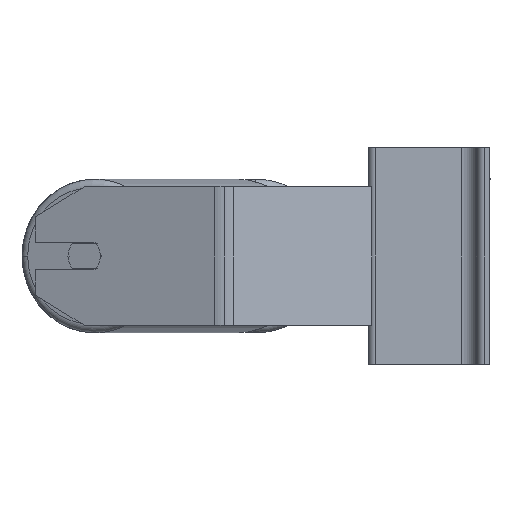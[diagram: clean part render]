
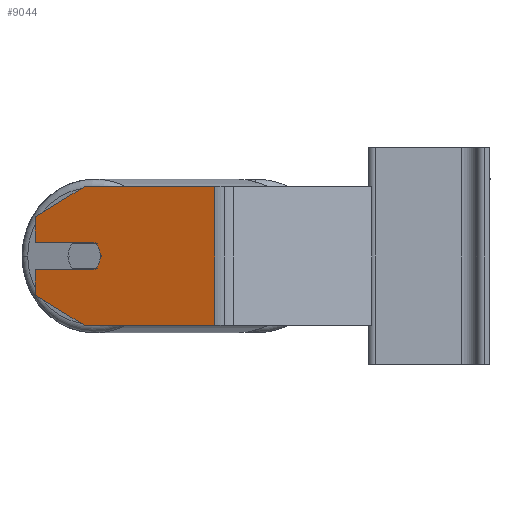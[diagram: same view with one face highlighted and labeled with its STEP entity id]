
A CAD part, left-side view. The second image highlights one B-rep face of the part: STEP entity #9044.
In plain terms, the highlighted planar face has unit normal (-0.94, 0.342, 0).
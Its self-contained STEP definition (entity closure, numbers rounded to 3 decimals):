
#37 = VERTEX_POINT ( 'NONE', #6663 ) ;
#54 = ORIENTED_EDGE ( 'NONE', *, *, #8848, .F. ) ;
#72 = ORIENTED_EDGE ( 'NONE', *, *, #8626, .F. ) ;
#102 = EDGE_CURVE ( 'NONE', #8997, #9857, #2784, .T. ) ;
#117 = CIRCLE ( 'NONE', #3385, 10. ) ;
#466 = CIRCLE ( 'NONE', #4745, 10. ) ;
#648 = DIRECTION ( 'NONE',  ( 0.94, -0.342, 0. ) ) ;
#665 = CARTESIAN_POINT ( 'NONE',  ( -414.043, 182.247, 0. ) ) ;
#1125 = DIRECTION ( 'NONE',  ( -0.342, -0.94, 0. ) ) ;
#1166 = ORIENTED_EDGE ( 'NONE', *, *, #9829, .F. ) ;
#1461 = DIRECTION ( 'NONE',  ( -0.342, -0.94, 0. ) ) ;
#1596 = DIRECTION ( 'NONE',  ( 0.342, 0.94, 0. ) ) ;
#1812 = VECTOR ( 'NONE', #4075, 1000. ) ;
#1967 = CARTESIAN_POINT ( 'NONE',  ( -416.095, 176.609, 8. ) ) ;
#2327 = DIRECTION ( 'NONE',  ( -0.94, 0.342, 0. ) ) ;
#2748 = ORIENTED_EDGE ( 'NONE', *, *, #4820, .T. ) ;
#2762 = ORIENTED_EDGE ( 'NONE', *, *, #5748, .T. ) ;
#2784 = LINE ( 'NONE', #10224, #3317 ) ;
#2791 = LINE ( 'NONE', #7748, #4589 ) ;
#2941 = DIRECTION ( 'NONE',  ( -0.342, -0.94, 0. ) ) ;
#2957 = DIRECTION ( 'NONE',  ( 0., 0., -1. ) ) ;
#3014 = VERTEX_POINT ( 'NONE', #1967 ) ;
#3073 = VECTOR ( 'NONE', #1461, 1000. ) ;
#3095 = EDGE_CURVE ( 'NONE', #3014, #6698, #4768, .T. ) ;
#3151 = CARTESIAN_POINT ( 'NONE',  ( -403.783, 210.437, 8. ) ) ;
#3154 = EDGE_CURVE ( 'NONE', #8997, #3946, #4077, .T. ) ;
#3160 = PLANE ( 'NONE',  #7358 ) ;
#3317 = VECTOR ( 'NONE', #1125, 1000. ) ;
#3348 = CARTESIAN_POINT ( 'NONE',  ( -441.552, 106.665, -40. ) ) ;
#3373 = VECTOR ( 'NONE', #9845, 1000. ) ;
#3385 = AXIS2_PLACEMENT_3D ( 'NONE', #8136, #7279, #7179 ) ;
#3443 = CARTESIAN_POINT ( 'NONE',  ( -416.095, 176.609, -8. ) ) ;
#3496 = EDGE_CURVE ( 'NONE', #37, #5771, #10163, .T. ) ;
#3570 = LINE ( 'NONE', #9115, #4257 ) ;
#3946 = VERTEX_POINT ( 'NONE', #10365 ) ;
#3948 = DIRECTION ( 'NONE',  ( -0.342, -0.94, 0. ) ) ;
#3990 = LINE ( 'NONE', #8037, #3073 ) ;
#4075 = DIRECTION ( 'NONE',  ( 0., 0., -1. ) ) ;
#4077 = LINE ( 'NONE', #6544, #3373 ) ;
#4196 = CARTESIAN_POINT ( 'NONE',  ( -414.043, 182.247, -40. ) ) ;
#4199 = VERTEX_POINT ( 'NONE', #5113 ) ;
#4257 = VECTOR ( 'NONE', #5004, 1000. ) ;
#4589 = VECTOR ( 'NONE', #2957, 1000. ) ;
#4745 = AXIS2_PLACEMENT_3D ( 'NONE', #665, #2327, #3948 ) ;
#4768 = LINE ( 'NONE', #3151, #8179 ) ;
#4780 = FACE_OUTER_BOUND ( 'NONE', #8622, .T. ) ;
#4794 = CARTESIAN_POINT ( 'NONE',  ( -441.552, 106.665, 40. ) ) ;
#4820 = EDGE_CURVE ( 'NONE', #3946, #6698, #5623, .T. ) ;
#5004 = DIRECTION ( 'NONE',  ( 0., 0., -1. ) ) ;
#5091 = VECTOR ( 'NONE', #10071, 1000. ) ;
#5113 = CARTESIAN_POINT ( 'NONE',  ( -417.463, 172.85, 0. ) ) ;
#5208 = VERTEX_POINT ( 'NONE', #3348 ) ;
#5250 = CARTESIAN_POINT ( 'NONE',  ( -403.783, 210.437, -22.679 ) ) ;
#5411 = EDGE_CURVE ( 'NONE', #37, #7604, #3570, .T. ) ;
#5623 = LINE ( 'NONE', #7300, #1812 ) ;
#5748 = EDGE_CURVE ( 'NONE', #7604, #9849, #9923, .T. ) ;
#5771 = VERTEX_POINT ( 'NONE', #3443 ) ;
#5960 = ORIENTED_EDGE ( 'NONE', *, *, #5411, .T. ) ;
#6397 = CARTESIAN_POINT ( 'NONE',  ( -403.783, 210.437, 40. ) ) ;
#6400 = ORIENTED_EDGE ( 'NONE', *, *, #102, .F. ) ;
#6544 = CARTESIAN_POINT ( 'NONE',  ( -403.783, 210.437, 22.679 ) ) ;
#6663 = CARTESIAN_POINT ( 'NONE',  ( -403.783, 210.437, -8. ) ) ;
#6698 = VERTEX_POINT ( 'NONE', #6962 ) ;
#6717 = EDGE_CURVE ( 'NONE', #9849, #5208, #3990, .T. ) ;
#6962 = CARTESIAN_POINT ( 'NONE',  ( -403.783, 210.437, 8. ) ) ;
#7179 = DIRECTION ( 'NONE',  ( -0.342, -0.94, 0. ) ) ;
#7222 = CARTESIAN_POINT ( 'NONE',  ( -414.043, 182.247, 40. ) ) ;
#7279 = DIRECTION ( 'NONE',  ( -0.94, 0.342, 0. ) ) ;
#7300 = CARTESIAN_POINT ( 'NONE',  ( -403.783, 210.437, 40. ) ) ;
#7358 = AXIS2_PLACEMENT_3D ( 'NONE', #6397, #648, #1596 ) ;
#7604 = VERTEX_POINT ( 'NONE', #5250 ) ;
#7748 = CARTESIAN_POINT ( 'NONE',  ( -441.552, 106.665, 40. ) ) ;
#8028 = ORIENTED_EDGE ( 'NONE', *, *, #3095, .F. ) ;
#8037 = CARTESIAN_POINT ( 'NONE',  ( -403.783, 210.437, -40. ) ) ;
#8063 = DIRECTION ( 'NONE',  ( 0.342, 0.94, 0. ) ) ;
#8136 = CARTESIAN_POINT ( 'NONE',  ( -414.043, 182.247, 0. ) ) ;
#8179 = VECTOR ( 'NONE', #8063, 1000. ) ;
#8622 = EDGE_LOOP ( 'NONE', ( #5960, #2762, #10504, #54, #6400, #9861, #2748, #8028, #1166, #72, #10169 ) ) ;
#8626 = EDGE_CURVE ( 'NONE', #5771, #4199, #117, .T. ) ;
#8848 = EDGE_CURVE ( 'NONE', #9857, #5208, #2791, .T. ) ;
#8997 = VERTEX_POINT ( 'NONE', #7222 ) ;
#9044 = ADVANCED_FACE ( 'NONE', ( #4780 ), #3160, .F. ) ;
#9115 = CARTESIAN_POINT ( 'NONE',  ( -403.783, 210.437, 40. ) ) ;
#9466 = CARTESIAN_POINT ( 'NONE',  ( -403.783, 210.437, -8. ) ) ;
#9829 = EDGE_CURVE ( 'NONE', #4199, #3014, #466, .T. ) ;
#9845 = DIRECTION ( 'NONE',  ( 0.296, 0.814, -0.5 ) ) ;
#9849 = VERTEX_POINT ( 'NONE', #10515 ) ;
#9857 = VERTEX_POINT ( 'NONE', #4794 ) ;
#9861 = ORIENTED_EDGE ( 'NONE', *, *, #3154, .T. ) ;
#9923 = LINE ( 'NONE', #4196, #5091 ) ;
#10071 = DIRECTION ( 'NONE',  ( -0.296, -0.814, -0.5 ) ) ;
#10163 = LINE ( 'NONE', #9466, #10579 ) ;
#10169 = ORIENTED_EDGE ( 'NONE', *, *, #3496, .F. ) ;
#10224 = CARTESIAN_POINT ( 'NONE',  ( -403.783, 210.437, 40. ) ) ;
#10365 = CARTESIAN_POINT ( 'NONE',  ( -403.783, 210.437, 22.679 ) ) ;
#10504 = ORIENTED_EDGE ( 'NONE', *, *, #6717, .T. ) ;
#10515 = CARTESIAN_POINT ( 'NONE',  ( -414.043, 182.247, -40. ) ) ;
#10579 = VECTOR ( 'NONE', #2941, 1000. ) ;
